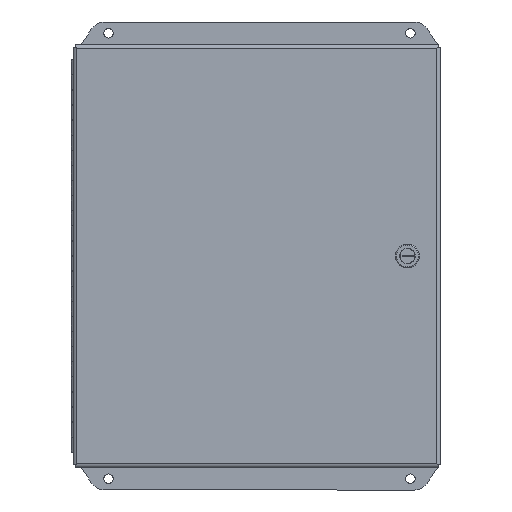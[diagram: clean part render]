
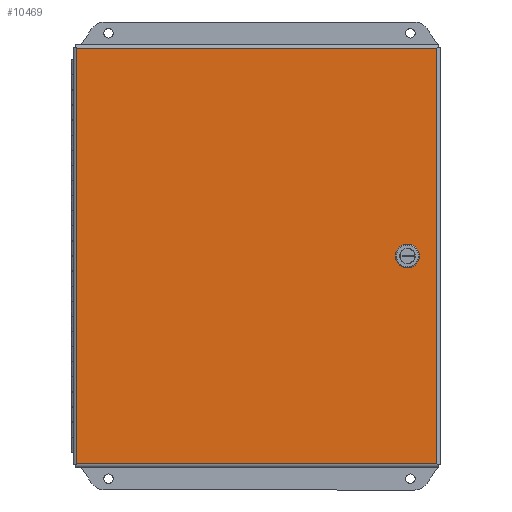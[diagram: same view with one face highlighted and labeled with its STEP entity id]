
A CAD part, front view. The second image highlights one B-rep face of the part: STEP entity #10469.
In plain terms, the highlighted planar face has unit normal (0, -1, 0).
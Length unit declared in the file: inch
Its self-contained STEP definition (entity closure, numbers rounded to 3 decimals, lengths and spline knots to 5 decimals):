
#119 = VECTOR ( 'NONE', #2676, 39.37008 ) ;
#434 = LINE ( 'NONE', #12978, #13289 ) ;
#610 = VECTOR ( 'NONE', #23699, 39.37008 ) ;
#980 = VERTEX_POINT ( 'NONE', #3901 ) ;
#1048 = VERTEX_POINT ( 'NONE', #16929 ) ;
#1210 = DIRECTION ( 'NONE',  ( 1., 0., 0. ) ) ;
#1564 = VERTEX_POINT ( 'NONE', #26065 ) ;
#1734 = DIRECTION ( 'NONE',  ( 0., 0., -1. ) ) ;
#1735 = CARTESIAN_POINT ( 'NONE',  ( -6.0455, -8.61697, -6.8785 ) ) ;
#2110 = VECTOR ( 'NONE', #8240, 39.37008 ) ;
#2363 = DIRECTION ( 'NONE',  ( 0., -1., 0. ) ) ;
#2414 = ORIENTED_EDGE ( 'NONE', *, *, #18464, .T. ) ;
#2434 = CARTESIAN_POINT ( 'NONE',  ( -6.0455, -8.61697, -6.8785 ) ) ;
#2440 = VERTEX_POINT ( 'NONE', #8672 ) ;
#2532 = CARTESIAN_POINT ( 'NONE',  ( 5.231, -8.61697, -0.07559 ) ) ;
#2663 = VECTOR ( 'NONE', #1734, 39.37008 ) ;
#2676 = DIRECTION ( 'NONE',  ( 0.707, 0., 0.707 ) ) ;
#2802 = CARTESIAN_POINT ( 'NONE',  ( -6.0455, -8.61697, 6.8785 ) ) ;
#2982 = CARTESIAN_POINT ( 'NONE',  ( 4.82441, -8.61697, 0.331 ) ) ;
#3130 = AXIS2_PLACEMENT_3D ( 'NONE', #1735, #2363, #16366 ) ;
#3706 = ORIENTED_EDGE ( 'NONE', *, *, #14575, .F. ) ;
#3868 = VERTEX_POINT ( 'NONE', #2434 ) ;
#3901 = CARTESIAN_POINT ( 'NONE',  ( 4.97559, -8.61697, -0.331 ) ) ;
#3962 = VECTOR ( 'NONE', #19463, 39.37008 ) ;
#3969 = LINE ( 'NONE', #26307, #15299 ) ;
#4239 = FACE_BOUND ( 'NONE', #19992, .T. ) ;
#4592 = ORIENTED_EDGE ( 'NONE', *, *, #8135, .F. ) ;
#4772 = CARTESIAN_POINT ( 'NONE',  ( 5.8785, -8.61697, -6.8785 ) ) ;
#4780 = VECTOR ( 'NONE', #20940, 39.37008 ) ;
#5480 = ORIENTED_EDGE ( 'NONE', *, *, #25135, .F. ) ;
#6354 = LINE ( 'NONE', #24323, #2110 ) ;
#6868 = EDGE_CURVE ( 'NONE', #9101, #17753, #8938, .T. ) ;
#7167 = ORIENTED_EDGE ( 'NONE', *, *, #11960, .F. ) ;
#7859 = CARTESIAN_POINT ( 'NONE',  ( 5.231, -8.61697, -0.07559 ) ) ;
#7952 = VECTOR ( 'NONE', #21079, 39.37008 ) ;
#8135 = EDGE_CURVE ( 'NONE', #980, #17816, #12800, .T. ) ;
#8240 = DIRECTION ( 'NONE',  ( 1., 0., 0. ) ) ;
#8392 = PLANE ( 'NONE',  #3130 ) ;
#8449 = CARTESIAN_POINT ( 'NONE',  ( 4.82441, -8.61697, 0.331 ) ) ;
#8573 = CARTESIAN_POINT ( 'NONE',  ( 4.97559, -8.61697, 0.331 ) ) ;
#8582 = VERTEX_POINT ( 'NONE', #9582 ) ;
#8672 = CARTESIAN_POINT ( 'NONE',  ( 5.8785, -8.61697, 6.8785 ) ) ;
#8918 = CARTESIAN_POINT ( 'NONE',  ( 4.82441, -8.61697, -0.331 ) ) ;
#8938 = LINE ( 'NONE', #23037, #14752 ) ;
#9101 = VERTEX_POINT ( 'NONE', #19386 ) ;
#9103 = CARTESIAN_POINT ( 'NONE',  ( -6.0455, -8.61697, -6.8785 ) ) ;
#9582 = CARTESIAN_POINT ( 'NONE',  ( 4.97559, -8.61697, 0.331 ) ) ;
#9728 = CARTESIAN_POINT ( 'NONE',  ( 4.569, -8.61697, 0.07559 ) ) ;
#10153 = VERTEX_POINT ( 'NONE', #8449 ) ;
#10469 = ADVANCED_FACE ( 'NONE', ( #4239, #10623 ), #8392, .T. ) ;
#10555 = LINE ( 'NONE', #18672, #14540 ) ;
#10584 = DIRECTION ( 'NONE',  ( 0., 0., 1. ) ) ;
#10623 = FACE_OUTER_BOUND ( 'NONE', #11966, .T. ) ;
#11123 = DIRECTION ( 'NONE',  ( -1., 0., 0. ) ) ;
#11960 = EDGE_CURVE ( 'NONE', #10153, #1048, #17586, .T. ) ;
#11966 = EDGE_LOOP ( 'NONE', ( #15532, #21740, #25159, #2414 ) ) ;
#12277 = CARTESIAN_POINT ( 'NONE',  ( 4.569, -8.61697, -0.07559 ) ) ;
#12800 = LINE ( 'NONE', #2532, #119 ) ;
#12958 = LINE ( 'NONE', #19074, #7952 ) ;
#12976 = VERTEX_POINT ( 'NONE', #2802 ) ;
#12978 = CARTESIAN_POINT ( 'NONE',  ( 5.231, -8.61697, 0.07559 ) ) ;
#13023 = ORIENTED_EDGE ( 'NONE', *, *, #20881, .F. ) ;
#13289 = VECTOR ( 'NONE', #10584, 39.37008 ) ;
#14413 = VERTEX_POINT ( 'NONE', #4772 ) ;
#14540 = VECTOR ( 'NONE', #1210, 39.37008 ) ;
#14575 = EDGE_CURVE ( 'NONE', #17753, #980, #6354, .T. ) ;
#14602 = EDGE_CURVE ( 'NONE', #14413, #2440, #3969, .T. ) ;
#14752 = VECTOR ( 'NONE', #14912, 39.37008 ) ;
#14912 = DIRECTION ( 'NONE',  ( 0.707, 0., -0.707 ) ) ;
#15299 = VECTOR ( 'NONE', #18085, 39.37008 ) ;
#15532 = ORIENTED_EDGE ( 'NONE', *, *, #14602, .T. ) ;
#16366 = DIRECTION ( 'NONE',  ( 0., 0., -1. ) ) ;
#16929 = CARTESIAN_POINT ( 'NONE',  ( 4.569, -8.61697, 0.07559 ) ) ;
#16953 = ORIENTED_EDGE ( 'NONE', *, *, #6868, .F. ) ;
#17586 = LINE ( 'NONE', #9728, #610 ) ;
#17753 = VERTEX_POINT ( 'NONE', #8918 ) ;
#17816 = VERTEX_POINT ( 'NONE', #7859 ) ;
#18085 = DIRECTION ( 'NONE',  ( 0., 0., 1. ) ) ;
#18464 = EDGE_CURVE ( 'NONE', #3868, #14413, #10555, .T. ) ;
#18672 = CARTESIAN_POINT ( 'NONE',  ( -6.0455, -8.61697, -6.8785 ) ) ;
#19073 = LINE ( 'NONE', #8573, #4780 ) ;
#19074 = CARTESIAN_POINT ( 'NONE',  ( -6.0455, -8.61697, 6.8785 ) ) ;
#19386 = CARTESIAN_POINT ( 'NONE',  ( 4.569, -8.61697, -0.07559 ) ) ;
#19463 = DIRECTION ( 'NONE',  ( 0., 0., -1. ) ) ;
#19992 = EDGE_LOOP ( 'NONE', ( #3706, #16953, #5480, #7167, #13023, #26178, #24729, #4592 ) ) ;
#20881 = EDGE_CURVE ( 'NONE', #8582, #10153, #21234, .T. ) ;
#20940 = DIRECTION ( 'NONE',  ( -0.707, 0., 0.707 ) ) ;
#21079 = DIRECTION ( 'NONE',  ( -1., 0., 0. ) ) ;
#21234 = LINE ( 'NONE', #2982, #22963 ) ;
#21600 = LINE ( 'NONE', #9103, #3962 ) ;
#21740 = ORIENTED_EDGE ( 'NONE', *, *, #26146, .T. ) ;
#22388 = LINE ( 'NONE', #12277, #2663 ) ;
#22761 = EDGE_CURVE ( 'NONE', #17816, #1564, #434, .T. ) ;
#22963 = VECTOR ( 'NONE', #11123, 39.37008 ) ;
#23037 = CARTESIAN_POINT ( 'NONE',  ( 4.82441, -8.61697, -0.331 ) ) ;
#23254 = EDGE_CURVE ( 'NONE', #12976, #3868, #21600, .T. ) ;
#23699 = DIRECTION ( 'NONE',  ( -0.707, 0., -0.707 ) ) ;
#24323 = CARTESIAN_POINT ( 'NONE',  ( 4.97559, -8.61697, -0.331 ) ) ;
#24435 = EDGE_CURVE ( 'NONE', #1564, #8582, #19073, .T. ) ;
#24729 = ORIENTED_EDGE ( 'NONE', *, *, #22761, .F. ) ;
#25135 = EDGE_CURVE ( 'NONE', #1048, #9101, #22388, .T. ) ;
#25159 = ORIENTED_EDGE ( 'NONE', *, *, #23254, .T. ) ;
#26065 = CARTESIAN_POINT ( 'NONE',  ( 5.231, -8.61697, 0.07559 ) ) ;
#26146 = EDGE_CURVE ( 'NONE', #2440, #12976, #12958, .T. ) ;
#26178 = ORIENTED_EDGE ( 'NONE', *, *, #24435, .F. ) ;
#26307 = CARTESIAN_POINT ( 'NONE',  ( 5.8785, -8.61697, -6.8785 ) ) ;
